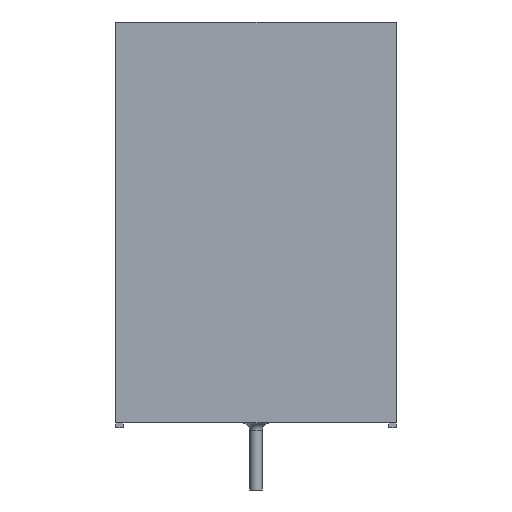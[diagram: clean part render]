
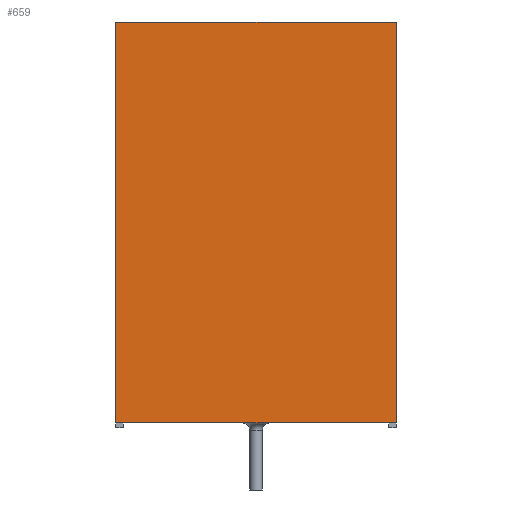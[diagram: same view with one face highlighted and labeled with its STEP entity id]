
A CAD part, left-side view. The second image highlights one B-rep face of the part: STEP entity #659.
In plain terms, the highlighted planar face has unit normal (-1, 0, 0).
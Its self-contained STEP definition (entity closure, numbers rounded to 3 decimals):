
#659 = ADVANCED_FACE( '', ( #1378 ), #1379, .F. );
#1378 = FACE_OUTER_BOUND( '', #2155, .T. );
#1379 = PLANE( '', #2156 );
#2155 = EDGE_LOOP( '', ( #4740, #4741, #4742, #4743 ) );
#2156 = AXIS2_PLACEMENT_3D( '', #4744, #4745, #4746 );
#4740 = ORIENTED_EDGE( '', *, *, #4963, .T. );
#4741 = ORIENTED_EDGE( '', *, *, #5420, .F. );
#4742 = ORIENTED_EDGE( '', *, *, #5192, .F. );
#4743 = ORIENTED_EDGE( '', *, *, #5660, .T. );
#4744 = CARTESIAN_POINT( '', ( -15.5, -9., 12.85 ) );
#4745 = DIRECTION( '', ( 1., 0., 0. ) );
#4746 = DIRECTION( '', ( 0., 0., -1. ) );
#4963 = EDGE_CURVE( '', #5766, #5767, #5768, .T. );
#5192 = EDGE_CURVE( '', #6166, #6167, #6168, .T. );
#5420 = EDGE_CURVE( '', #6167, #5767, #6513, .T. );
#5660 = EDGE_CURVE( '', #6166, #5766, #6824, .T. );
#5766 = VERTEX_POINT( '', #6953 );
#5767 = VERTEX_POINT( '', #6954 );
#5768 = LINE( '', #6955, #6956 );
#6166 = VERTEX_POINT( '', #7965 );
#6167 = VERTEX_POINT( '', #7966 );
#6168 = LINE( '', #7967, #7968 );
#6513 = LINE( '', #8925, #8926 );
#6824 = LINE( '', #9997, #9998 );
#6953 = CARTESIAN_POINT( '', ( -15.5, 9., 12.85 ) );
#6954 = CARTESIAN_POINT( '', ( -15.5, 9., -12.85 ) );
#6955 = CARTESIAN_POINT( '', ( -15.5, 9., 12.85 ) );
#6956 = VECTOR( '', #10141, 1000. );
#7965 = CARTESIAN_POINT( '', ( -15.5, -9., 12.85 ) );
#7966 = CARTESIAN_POINT( '', ( -15.5, -9., -12.85 ) );
#7967 = CARTESIAN_POINT( '', ( -15.5, -9., 12.85 ) );
#7968 = VECTOR( '', #10276, 1000. );
#8925 = CARTESIAN_POINT( '', ( -15.5, -9., -12.85 ) );
#8926 = VECTOR( '', #10392, 1000. );
#9997 = CARTESIAN_POINT( '', ( -15.5, -9., 12.85 ) );
#9998 = VECTOR( '', #10486, 1000. );
#10141 = DIRECTION( '', ( 0., 0., -1. ) );
#10276 = DIRECTION( '', ( 0., 0., -1. ) );
#10392 = DIRECTION( '', ( 0., 1., 0. ) );
#10486 = DIRECTION( '', ( 0., 1., 0. ) );
